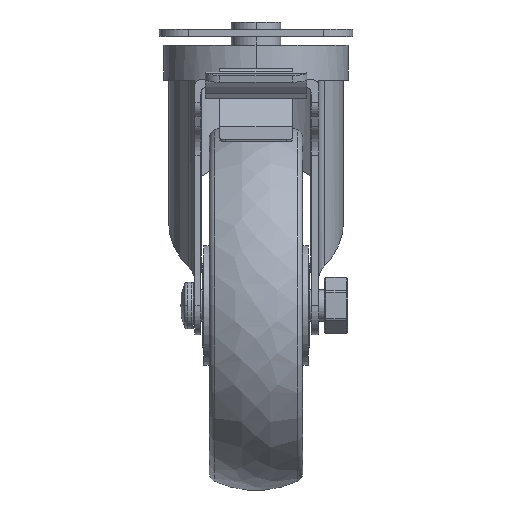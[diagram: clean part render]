
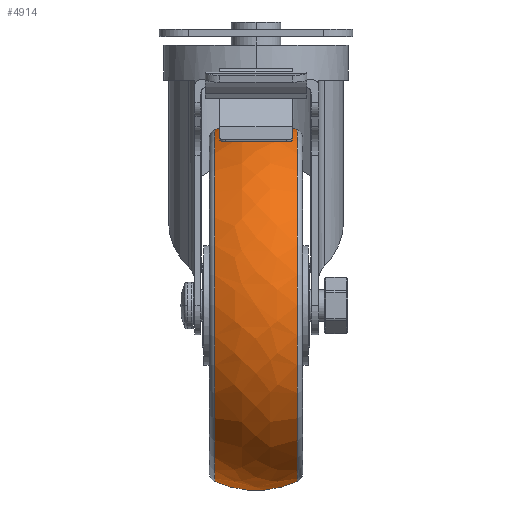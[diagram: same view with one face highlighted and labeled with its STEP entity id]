
A CAD part, top view. The second image highlights one B-rep face of the part: STEP entity #4914.
In plain terms, the highlighted free-form (B-spline) face has degree [2, 2] with [3, 5] control points.
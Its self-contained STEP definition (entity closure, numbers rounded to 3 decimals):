
#15=(
BOUNDED_SURFACE()
B_SPLINE_SURFACE(2,2,((#8647,#8648,#8649,#8650,#8651),(#8652,#8653,#8654,
#8655,#8656),(#8657,#8658,#8659,#8660,#8661)),.UNSPECIFIED.,.F.,.F.,.F.)
B_SPLINE_SURFACE_WITH_KNOTS((3,3),(3,2,3),(-0.433,0.433),
(-3.142,-1.571,0.),.UNSPECIFIED.)
GEOMETRIC_REPRESENTATION_ITEM()
RATIONAL_B_SPLINE_SURFACE(((1.,0.707,1.,0.707,1.),
(0.908,0.642,0.908,0.642,
0.908),(1.,0.707,1.,0.707,1.)))
REPRESENTATION_ITEM('')
SURFACE()
);
#1285=FACE_OUTER_BOUND('',#1599,.T.);
#1599=EDGE_LOOP('',(#4481,#4482,#4483,#4484));
#1888=CIRCLE('',#5503,60.366);
#1891=CIRCLE('',#5507,34.);
#1893=CIRCLE('',#5509,34.);
#1894=CIRCLE('',#5510,60.366);
#2360=VERTEX_POINT('',#8620);
#2361=VERTEX_POINT('',#8622);
#2362=VERTEX_POINT('',#8642);
#2363=VERTEX_POINT('',#8644);
#3070=EDGE_CURVE('',#2360,#2361,#1888,.T.);
#3073=EDGE_CURVE('',#2362,#2361,#1891,.T.);
#3075=EDGE_CURVE('',#2363,#2360,#1893,.T.);
#3076=EDGE_CURVE('',#2362,#2363,#1894,.T.);
#4481=ORIENTED_EDGE('',*,*,#3075,.F.);
#4482=ORIENTED_EDGE('',*,*,#3076,.F.);
#4483=ORIENTED_EDGE('',*,*,#3073,.T.);
#4484=ORIENTED_EDGE('',*,*,#3070,.F.);
#4914=ADVANCED_FACE('',(#1285),#15,.F.);
#5503=AXIS2_PLACEMENT_3D('',#8623,#7057,#7058);
#5507=AXIS2_PLACEMENT_3D('',#8643,#7065,#7066);
#5509=AXIS2_PLACEMENT_3D('',#8646,#7069,#7070);
#5510=AXIS2_PLACEMENT_3D('',#8662,#7071,#7072);
#7057=DIRECTION('center_axis',(-1.,0.,0.));
#7058=DIRECTION('ref_axis',(0.,-1.,0.));
#7065=DIRECTION('center_axis',(0.,0.,1.));
#7066=DIRECTION('ref_axis',(0.419,0.908,0.));
#7069=DIRECTION('center_axis',(0.,0.,-1.));
#7070=DIRECTION('ref_axis',(0.419,-0.908,0.));
#7071=DIRECTION('center_axis',(1.,0.,0.));
#7072=DIRECTION('ref_axis',(0.,1.,0.));
#8620=CARTESIAN_POINT('',(-14.258,-155.366,30.));
#8622=CARTESIAN_POINT('',(-14.258,-34.634,30.));
#8623=CARTESIAN_POINT('Origin',(-14.258,-95.,30.));
#8642=CARTESIAN_POINT('',(14.258,-34.634,30.));
#8643=CARTESIAN_POINT('Origin',(0.,-65.5,30.));
#8644=CARTESIAN_POINT('',(14.258,-155.366,30.));
#8646=CARTESIAN_POINT('Origin',(0.,-124.5,30.));
#8647=CARTESIAN_POINT('Ctrl Pts',(-14.258,-34.634,30.));
#8648=CARTESIAN_POINT('Ctrl Pts',(-14.258,-34.634,90.366));
#8649=CARTESIAN_POINT('Ctrl Pts',(-14.258,-95.,90.366));
#8650=CARTESIAN_POINT('Ctrl Pts',(-14.258,-155.366,90.366));
#8651=CARTESIAN_POINT('Ctrl Pts',(-14.258,-155.366,30.));
#8652=CARTESIAN_POINT('Ctrl Pts',(0.,-28.048,
30.));
#8653=CARTESIAN_POINT('Ctrl Pts',(0.,-28.048,
96.952));
#8654=CARTESIAN_POINT('Ctrl Pts',(0.,-95.,96.952));
#8655=CARTESIAN_POINT('Ctrl Pts',(0.,-161.952,
96.952));
#8656=CARTESIAN_POINT('Ctrl Pts',(0.,-161.952,
30.));
#8657=CARTESIAN_POINT('Ctrl Pts',(14.258,-34.634,30.));
#8658=CARTESIAN_POINT('Ctrl Pts',(14.258,-34.634,90.366));
#8659=CARTESIAN_POINT('Ctrl Pts',(14.258,-95.,90.366));
#8660=CARTESIAN_POINT('Ctrl Pts',(14.258,-155.366,90.366));
#8661=CARTESIAN_POINT('Ctrl Pts',(14.258,-155.366,30.));
#8662=CARTESIAN_POINT('Origin',(14.258,-95.,30.));
